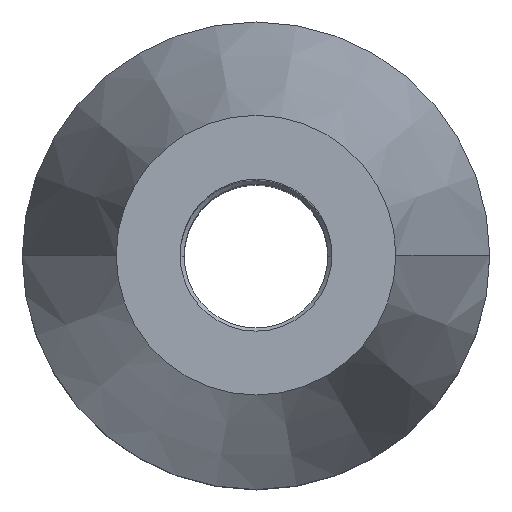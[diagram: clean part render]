
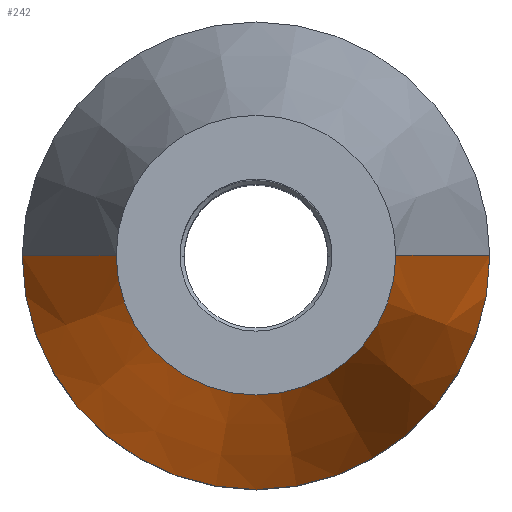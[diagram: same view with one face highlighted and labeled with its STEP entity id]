
A CAD part, top view. The second image highlights one B-rep face of the part: STEP entity #242.
In plain terms, the highlighted conical face has half-angle 15 degrees and reference radius 3.196 mm.
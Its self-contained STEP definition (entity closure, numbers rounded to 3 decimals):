
#132=VERTEX_POINT('',#320);
#134=EDGE_CURVE('',#232,#132,#322,.T.);
#204=VERTEX_POINT('',#405);
#206=EDGE_CURVE('',#232,#204,#407,.T.);
#232=VERTEX_POINT('',#435);
#242=ADVANCED_FACE('',(#448),#449,.T.);
#250=VERTEX_POINT('',#457);
#258=EDGE_CURVE('',#250,#132,#465,.T.);
#274=EDGE_CURVE('',#204,#250,#483,.T.);
#320=CARTESIAN_POINT('',(4.0,0.0,4.0));
#322=CIRCLE('',#528,4.0);
#405=CARTESIAN_POINT('',(-2.392,0.,10.0));
#407=LINE('',#633,#634);
#435=CARTESIAN_POINT('',(-4.0,0.,4.0));
#448=FACE_OUTER_BOUND('',#687,.T.);
#449=CONICAL_SURFACE('',#688,3.196,0.262);
#457=CARTESIAN_POINT('',(2.392,0.,10.0));
#465=LINE('',#713,#714);
#483=CIRCLE('',#738,2.392);
#528=AXIS2_PLACEMENT_3D('',#772,#773,#774);
#633=CARTESIAN_POINT('',(-3.196,0.,7.0));
#634=VECTOR('',#892,1.0);
#687=EDGE_LOOP('',(#950,#951,#952,#953));
#688=AXIS2_PLACEMENT_3D('',#954,#955,#956);
#713=CARTESIAN_POINT('',(3.196,0.,7.0));
#714=VECTOR('',#971,1.0);
#738=AXIS2_PLACEMENT_3D('',#985,#986,#987);
#772=CARTESIAN_POINT('',(0.0,0.0,4.0));
#773=DIRECTION('',(0.0,0.0,1.0));
#774=DIRECTION('',(1.0,0.0,0.0));
#892=DIRECTION('',(0.259,0.,0.966));
#950=ORIENTED_EDGE('',*,*,#206,.F.);
#951=ORIENTED_EDGE('',*,*,#134,.T.);
#952=ORIENTED_EDGE('',*,*,#258,.F.);
#953=ORIENTED_EDGE('',*,*,#274,.F.);
#954=CARTESIAN_POINT('',(0.,0.,7.0));
#955=DIRECTION('',(0.,0.,-1.0));
#956=DIRECTION('',(-1.0,0.,-0.0));
#971=DIRECTION('',(0.259,0.,-0.966));
#985=CARTESIAN_POINT('',(0.,0.,10.0));
#986=DIRECTION('',(0.,0.,1.0));
#987=DIRECTION('',(-1.0,0.,-0.0));
